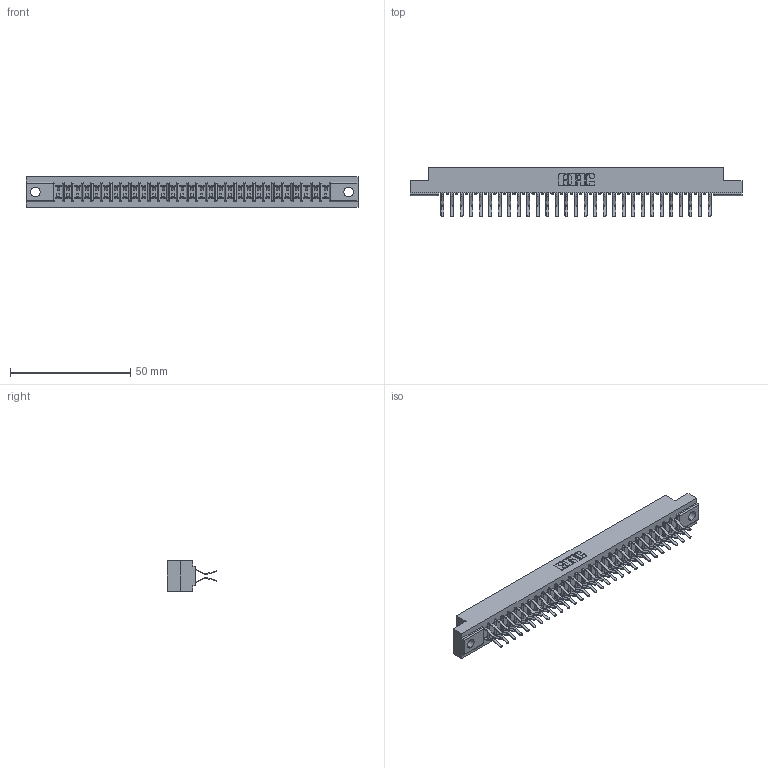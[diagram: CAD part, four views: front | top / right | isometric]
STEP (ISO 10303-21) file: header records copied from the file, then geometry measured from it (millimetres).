
FILE_DESCRIPTION (( 'STEP AP203' ), '1' );
FILE_NAME ('357-058-460-204.STEP', '2020-10-04T12:43:21', ( '' ), ( '' ), 'SwSTEP 2.0', 'SolidWorks 2020', '' );
FILE_SCHEMA (( 'CONFIG_CONTROL_DESIGN' ));
Length unit declared in the file: inch
Products named in the file (3): 357-058-460-204; 307 Part_.156 Dia Mounting Holes; 307-290-001_560
Assembly tree (59 placements, depth 2):
  357-058-460-204
    307 Part_.156 Dia Mounting Holes
    307-290-001_560  x58
Bounding box: 137.92 x 20.73 x 12.7 mm (x, y, z)
Volume: 14540.6 mm3; surface area: 17751.5 mm2
Topology: 59 solids, 59 shells, 3062 faces, 8595 edges, 5570 vertices
Faces by surface type: plane 1998, cylinder 1004, sphere 60
Entity records: 27914 total; most frequent: CARTESIAN_POINT 4575, ORIENTED_EDGE 4530, DIRECTION 4479, EDGE_CURVE 2265, VECTOR 1739, LINE 1739, VERTEX_POINT 1466, AXIS2_PLACEMENT_3D 1370
